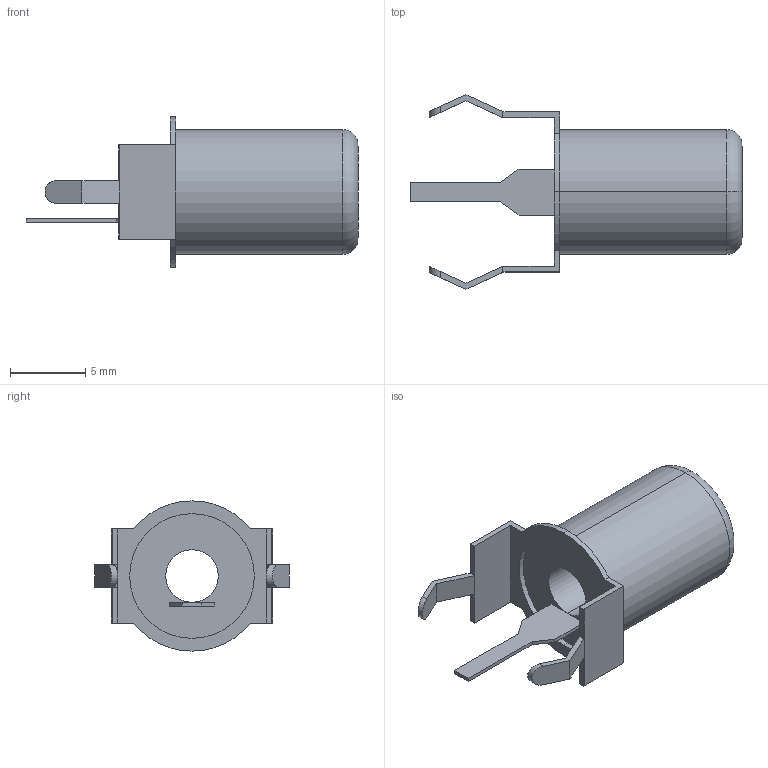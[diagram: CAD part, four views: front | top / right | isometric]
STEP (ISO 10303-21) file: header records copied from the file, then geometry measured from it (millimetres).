
FILE_DESCRIPTION(('STEP AP214'),'1');
FILE_NAME('rcj-022.stp','2016-03-22T19:50:12',('TraceParts'),('TraceParts S.A.'),'Spatial InterOp 3D',' ',' ');
FILE_SCHEMA(('automotive_design'));
Length unit declared in the file: millimetre
Products named in the file (2): Cut-Extrude12; NONE
Bounding box: 22.1 x 12.95 x 10 mm (x, y, z)
Volume: 564.2 mm3; surface area: 842 mm2
Topology: 2 solids, 3 shells, 59 faces, 149 edges, 96 vertices
Faces by surface type: plane 39, cylinder 16, torus 4
Entity records: 2289 total; most frequent: CARTESIAN_POINT 318, DIRECTION 303, ORIENTED_EDGE 298, EDGE_CURVE 149, LINE 109, VECTOR 109, AXIS2_PLACEMENT_3D 97, VERTEX_POINT 96
